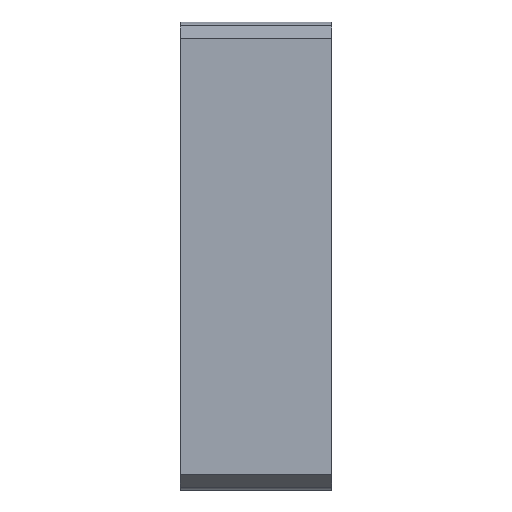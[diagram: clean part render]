
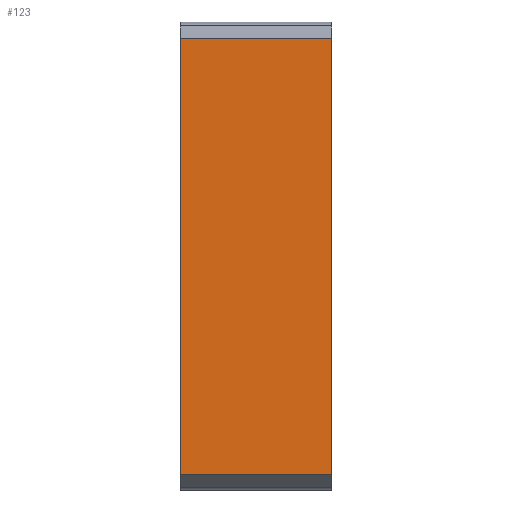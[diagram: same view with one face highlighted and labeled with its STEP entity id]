
A CAD part, top view. The second image highlights one B-rep face of the part: STEP entity #123.
In plain terms, the highlighted planar face has unit normal (0, 0, 1).
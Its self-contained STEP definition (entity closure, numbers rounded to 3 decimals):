
#123=ADVANCED_FACE('',(#266),#267,.F.);
#266=FACE_OUTER_BOUND('',#426,.T.);
#267=PLANE('',#427);
#426=EDGE_LOOP('',(#737,#738,#739,#740));
#427=AXIS2_PLACEMENT_3D('',#741,#742,#743);
#737=ORIENTED_EDGE('',*,*,#1118,.F.);
#738=ORIENTED_EDGE('',*,*,#1119,.T.);
#739=ORIENTED_EDGE('',*,*,#1087,.T.);
#740=ORIENTED_EDGE('',*,*,#1120,.T.);
#741=CARTESIAN_POINT('',(3.898,-1.742,23.1));
#742=DIRECTION('',(0.,0.,-1.0));
#743=DIRECTION('',(0.,-1.0,0.));
#1087=EDGE_CURVE('',#1345,#1343,#1346,.T.);
#1118=EDGE_CURVE('',#1388,#1389,#1390,.T.);
#1119=EDGE_CURVE('',#1388,#1345,#1391,.T.);
#1120=EDGE_CURVE('',#1343,#1389,#1392,.T.);
#1343=VERTEX_POINT('',#1679);
#1345=VERTEX_POINT('',#1682);
#1346=LINE('',#1683,#1684);
#1388=VERTEX_POINT('',#1743);
#1389=VERTEX_POINT('',#1744);
#1390=LINE('',#1745,#1746);
#1391=LINE('',#1747,#1748);
#1392=LINE('',#1749,#1750);
#1679=CARTESIAN_POINT('',(3.5,10.449,23.1));
#1682=CARTESIAN_POINT('',(3.5,0.349,23.1));
#1683=CARTESIAN_POINT('',(3.5,23.081,23.1));
#1684=VECTOR('',#2005,1.0);
#1743=CARTESIAN_POINT('',(0.0,0.349,23.1));
#1744=CARTESIAN_POINT('',(0.0,10.449,23.1));
#1745=CARTESIAN_POINT('',(0.0,23.081,23.1));
#1746=VECTOR('',#2038,1.0);
#1747=CARTESIAN_POINT('',(52.845,0.349,23.1));
#1748=VECTOR('',#2039,1.0);
#1749=CARTESIAN_POINT('',(52.845,10.449,23.1));
#1750=VECTOR('',#2040,1.0);
#2005=DIRECTION('',(0.,1.0,0.));
#2038=DIRECTION('',(0.,1.0,0.));
#2039=DIRECTION('',(1.0,0.,0.));
#2040=DIRECTION('',(-1.0,0.,0.));
